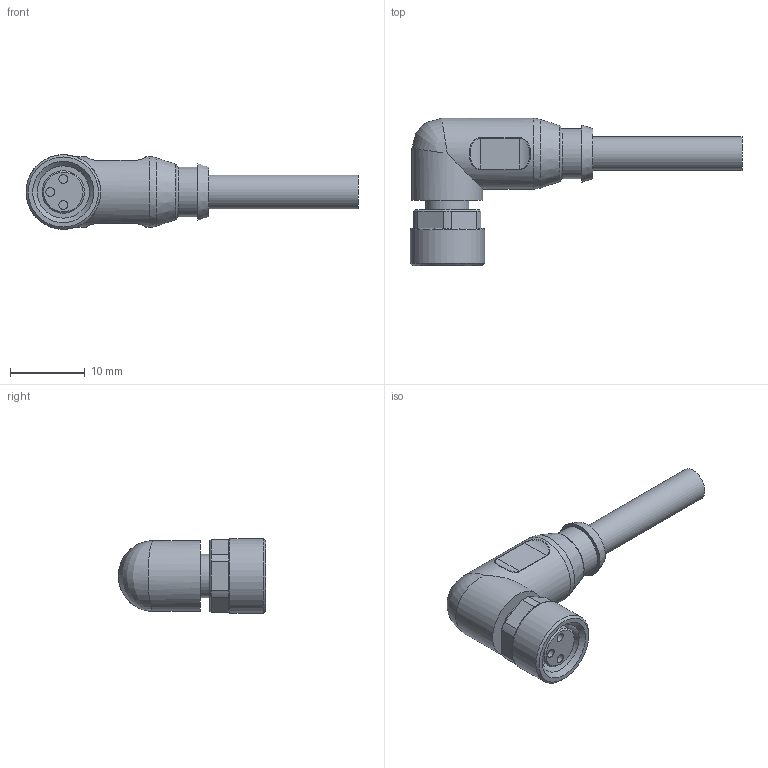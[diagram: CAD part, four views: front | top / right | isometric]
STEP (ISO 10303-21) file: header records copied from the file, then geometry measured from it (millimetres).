
FILE_DESCRIPTION(/* description */ (''),/* implementation_level */ '2;1');
FILE_NAME(/* name */ 'M8 female A-cod 3-pin angled.stp',/* time_stamp */ '2024-11-26T16:21:01+01:00',/* author */ ('dettke'),/* organization */ (''),/* preprocessor_version */ 'ST-DEVELOPER v20',/* originating_system */ 'Autodesk Inventor 2025',/* authorisation */ '');
FILE_SCHEMA (('AUTOMOTIVE_DESIGN { 1 0 10303 214 3 1 1 }'));
Length unit declared in the file: millimetre
Products named in the file (1): M8 female A-cod 3-pin angled
Bounding box: 44.5 x 19.75 x 10 mm (x, y, z)
Volume: 2389.4 mm3; surface area: 1738.8 mm2
Topology: 1 solids, 1 shells, 77 faces, 171 edges, 106 vertices
Faces by surface type: plane 32, cylinder 25, cone 11, bspline 6, torus 3
Full cylindrical faces by diameter (mm): 1.2 x3, 4.5 x1, 5.7 x1, 5.8 x1, 6.7 x1, 7 x1, 9.5 x2, 10 x1
Entity records: 2606 total; most frequent: CARTESIAN_POINT 847, DIRECTION 380, ORIENTED_EDGE 338, EDGE_CURVE 169, AXIS2_PLACEMENT_3D 161, VERTEX_POINT 106, EDGE_LOOP 89, FACE_OUTER_BOUND 77
